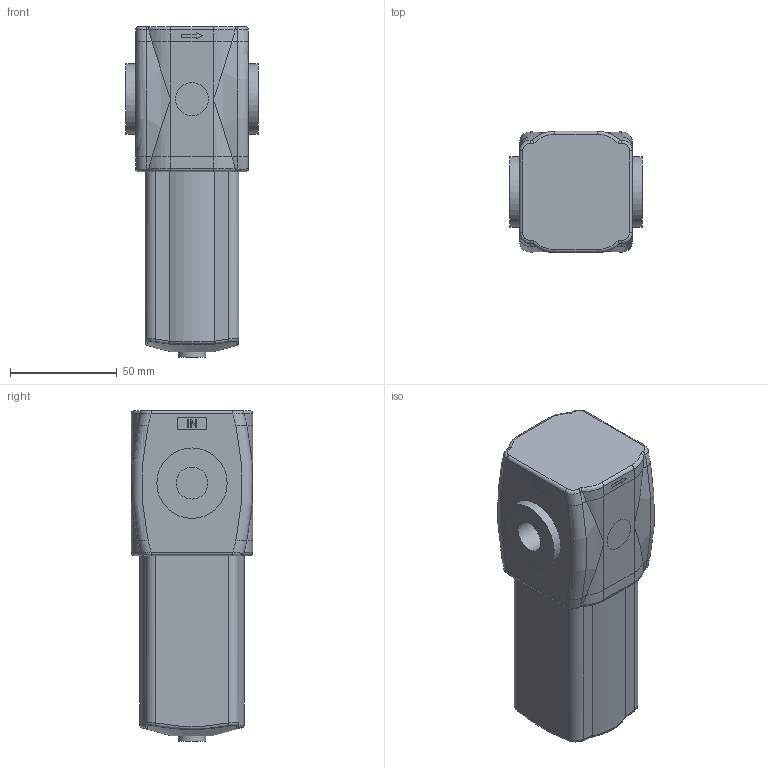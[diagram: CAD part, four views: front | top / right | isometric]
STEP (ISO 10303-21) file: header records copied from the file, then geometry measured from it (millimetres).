
FILE_DESCRIPTION((''),'2;1');
FILE_NAME('#172BF#S.ipt.step','2010-08-23T14:10:54',(''),(''),'Autodesk Inventor 2010','Autodesk Inventor 2010','');
FILE_SCHEMA(('AUTOMOTIVE_DESIGN { 1 0 10303 214 1 1 1 1 }'));
Length unit declared in the file: millimetre
Products named in the file (1): #172BF#S
Bounding box: 62 x 57 x 155.1 mm (x, y, z)
Volume: 366968.8 mm3; surface area: 35362.9 mm2
Topology: 1 solids, 1 shells, 196 faces, 464 edges, 290 vertices
Faces by surface type: plane 66, cylinder 54, bspline 53, torus 22, cone 1
Full cylindrical faces by diameter (mm): 13 x1, 19 x1, 23 x1, 33 x1
Entity records: 6567 total; most frequent: CARTESIAN_POINT 2319, ORIENTED_EDGE 910, DIRECTION 742, EDGE_CURVE 455, VERTEX_POINT 289, AXIS2_PLACEMENT_3D 251, VECTOR 240, LINE 240
